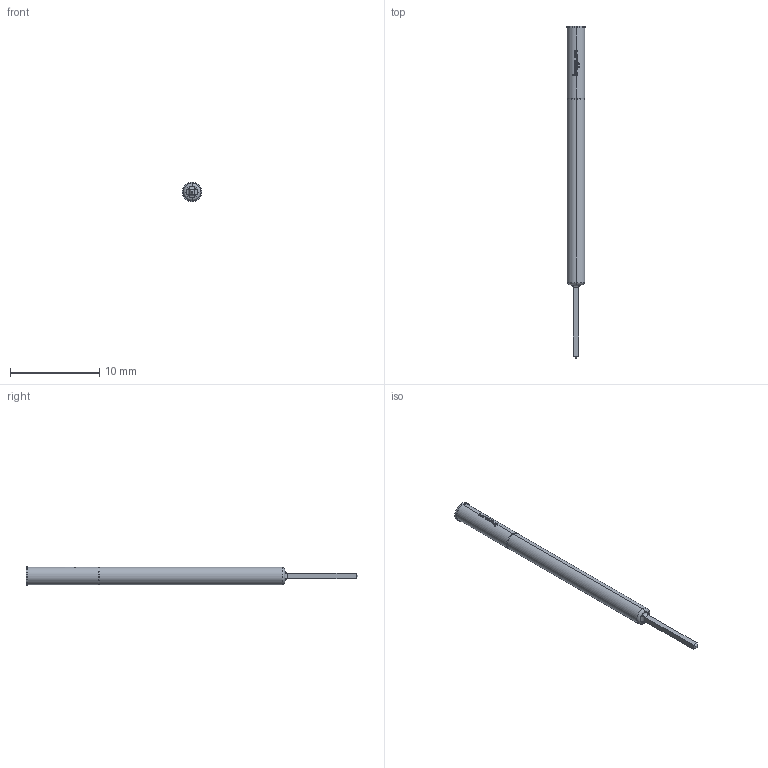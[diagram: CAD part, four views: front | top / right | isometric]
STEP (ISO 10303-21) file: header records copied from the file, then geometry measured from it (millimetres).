
FILE_DESCRIPTION (( 'STEP AP203' ), '1' );
FILE_NAME ('INGUN_KS-112_46_M.STEP', '2022-02-09T05:19:07', ( 'ochi' ), ( '' ), 'SwSTEP 2.0', 'SolidWorks 2018', '' );
FILE_SCHEMA (( 'CONFIG_CONTROL_DESIGN' ));
Length unit declared in the file: millimetre
Products named in the file (1): INGUN_KS-112_46_M
Bounding box: 2.2 x 37.2 x 2.2 mm (x, y, z)
Volume: 91.4 mm3; surface area: 205.5 mm2
Topology: 1 solids, 1 shells, 118 faces, 316 edges, 202 vertices
Faces by surface type: plane 55, bspline 30, cylinder 29, torus 2, cone 2
Entity records: 4103 total; most frequent: CARTESIAN_POINT 1293, ORIENTED_EDGE 632, DIRECTION 496, EDGE_CURVE 316, VERTEX_POINT 202, AXIS2_PLACEMENT_3D 193, EDGE_LOOP 120, ADVANCED_FACE 118
